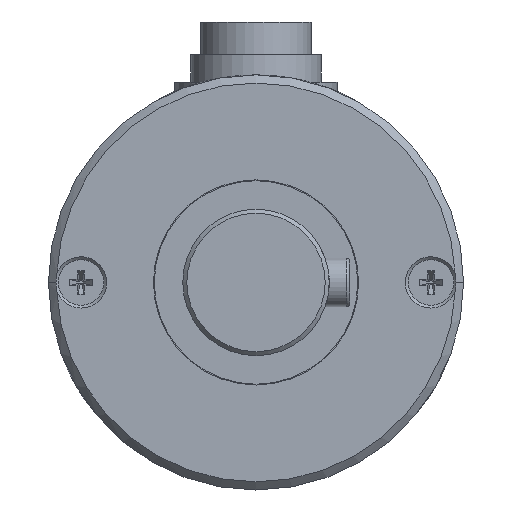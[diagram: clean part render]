
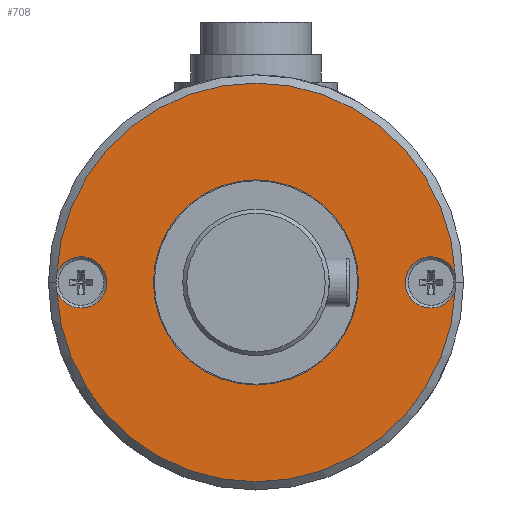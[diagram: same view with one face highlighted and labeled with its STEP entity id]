
A CAD part, front view. The second image highlights one B-rep face of the part: STEP entity #708.
In plain terms, the highlighted face is planar.
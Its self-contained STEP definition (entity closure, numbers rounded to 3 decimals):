
#708 = ADVANCED_FACE( '', ( #1412, #1413 ), #1414, .T. );
#1412 = FACE_OUTER_BOUND( '', #2171, .T. );
#1413 = FACE_BOUND( '', #2172, .T. );
#1414 = PLANE( '', #2173 );
#2171 = EDGE_LOOP( '', ( #3429, #3430, #3431, #3432 ) );
#2172 = EDGE_LOOP( '', ( #3433, #3434 ) );
#2173 = AXIS2_PLACEMENT_3D( '', #3435, #3436, #3437 );
#3429 = ORIENTED_EDGE( '', *, *, #4557, .T. );
#3430 = ORIENTED_EDGE( '', *, *, #4558, .F. );
#3431 = ORIENTED_EDGE( '', *, *, #4182, .T. );
#3432 = ORIENTED_EDGE( '', *, *, #4366, .F. );
#3433 = ORIENTED_EDGE( '', *, *, #4162, .T. );
#3434 = ORIENTED_EDGE( '', *, *, #4304, .T. );
#3435 = CARTESIAN_POINT( '', ( 4., -12.75, 0. ) );
#3436 = DIRECTION( '', ( 1., 0., 0. ) );
#3437 = DIRECTION( '', ( 0., 1., 0. ) );
#4162 = EDGE_CURVE( '', #4803, #4807, #4809, .T. );
#4182 = EDGE_CURVE( '', #4838, #4841, #4843, .T. );
#4304 = EDGE_CURVE( '', #4807, #4803, #5047, .T. );
#4366 = EDGE_CURVE( '', #5144, #4841, #5147, .T. );
#4557 = EDGE_CURVE( '', #5144, #5411, #5412, .T. );
#4558 = EDGE_CURVE( '', #4838, #5411, #5413, .T. );
#4803 = VERTEX_POINT( '', #5729 );
#4807 = VERTEX_POINT( '', #5734 );
#4809 = CIRCLE( '', #5737, 12.6 );
#4838 = VERTEX_POINT( '', #5773 );
#4841 = VERTEX_POINT( '', #5779 );
#4843 = CIRCLE( '', #5784, 3.15 );
#5047 = CIRCLE( '', #6337, 12.6 );
#5144 = VERTEX_POINT( '', #6598 );
#5147 = CIRCLE( '', #6604, 24.5 );
#5411 = VERTEX_POINT( '', #7063 );
#5412 = CIRCLE( '', #7064, 3.15 );
#5413 = CIRCLE( '', #7065, 24.5 );
#5729 = CARTESIAN_POINT( '', ( 4., 0., -12.6 ) );
#5734 = CARTESIAN_POINT( '', ( 4., 0., 12.6 ) );
#5737 = AXIS2_PLACEMENT_3D( '', #7359, #7360, #7361 );
#5773 = CARTESIAN_POINT( '', ( 4., 24.479, -1.025 ) );
#5779 = CARTESIAN_POINT( '', ( 4., 24.479, 1.025 ) );
#5784 = AXIS2_PLACEMENT_3D( '', #7384, #7385, #7386 );
#6337 = AXIS2_PLACEMENT_3D( '', #7561, #7562, #7563 );
#6598 = CARTESIAN_POINT( '', ( 4., -24.479, 1.025 ) );
#6604 = AXIS2_PLACEMENT_3D( '', #7635, #7636, #7637 );
#7063 = CARTESIAN_POINT( '', ( 4., -24.479, -1.025 ) );
#7064 = AXIS2_PLACEMENT_3D( '', #7874, #7875, #7876 );
#7065 = AXIS2_PLACEMENT_3D( '', #7877, #7878, #7879 );
#7359 = CARTESIAN_POINT( '', ( 4., 0., 0. ) );
#7360 = DIRECTION( '', ( -1., 0., 0. ) );
#7361 = DIRECTION( '', ( 0., 0., -1. ) );
#7384 = CARTESIAN_POINT( '', ( 4., 21.5, 0. ) );
#7385 = DIRECTION( '', ( -1., 0., 0. ) );
#7386 = DIRECTION( '', ( 0., 0., 1. ) );
#7561 = CARTESIAN_POINT( '', ( 4., 0., 0. ) );
#7562 = DIRECTION( '', ( -1., 0., 0. ) );
#7563 = DIRECTION( '', ( 0., 0., -1. ) );
#7635 = CARTESIAN_POINT( '', ( 4., 0., 0. ) );
#7636 = DIRECTION( '', ( -1., 0., 0. ) );
#7637 = DIRECTION( '', ( 0., 1., 0. ) );
#7874 = CARTESIAN_POINT( '', ( 4., -21.5, 0. ) );
#7875 = DIRECTION( '', ( -1., 0., 0. ) );
#7876 = DIRECTION( '', ( 0., 0., 1. ) );
#7877 = CARTESIAN_POINT( '', ( 4., 0., 0. ) );
#7878 = DIRECTION( '', ( -1., 0., 0. ) );
#7879 = DIRECTION( '', ( 0., 1., 0. ) );
